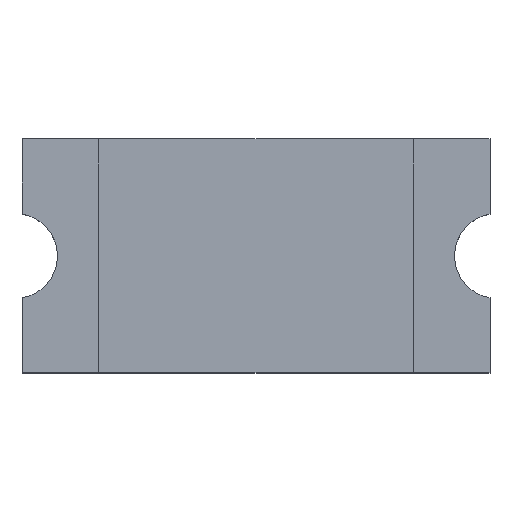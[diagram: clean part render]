
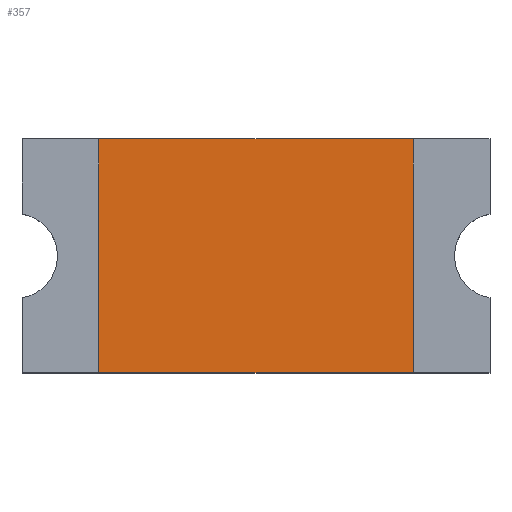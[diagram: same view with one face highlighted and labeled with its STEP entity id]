
A CAD part, top view. The second image highlights one B-rep face of the part: STEP entity #357.
In plain terms, the highlighted planar face has unit normal (0, 0, 1).
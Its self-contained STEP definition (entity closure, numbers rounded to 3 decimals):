
#29=FACE_OUTER_BOUND('',#51,.T.);
#51=EDGE_LOOP('',(#253,#254,#255,#256));
#71=LINE('',#523,#115);
#74=LINE('',#529,#118);
#77=LINE('',#535,#121);
#80=LINE('',#539,#124);
#115=VECTOR('',#423,10.);
#118=VECTOR('',#428,10.);
#121=VECTOR('',#433,10.);
#124=VECTOR('',#438,10.);
#159=VERTEX_POINT('',#520);
#160=VERTEX_POINT('',#522);
#162=VERTEX_POINT('',#528);
#164=VERTEX_POINT('',#534);
#191=EDGE_CURVE('',#160,#159,#71,.T.);
#194=EDGE_CURVE('',#162,#160,#74,.T.);
#197=EDGE_CURVE('',#164,#162,#77,.T.);
#200=EDGE_CURVE('',#159,#164,#80,.T.);
#253=ORIENTED_EDGE('',*,*,#200,.T.);
#254=ORIENTED_EDGE('',*,*,#197,.T.);
#255=ORIENTED_EDGE('',*,*,#194,.T.);
#256=ORIENTED_EDGE('',*,*,#191,.T.);
#337=PLANE('',#395);
#357=ADVANCED_FACE('',(#29),#337,.T.);
#395=AXIS2_PLACEMENT_3D('',#540,#439,#440);
#423=DIRECTION('',(-1.,0.,0.));
#428=DIRECTION('',(0.,1.,0.));
#433=DIRECTION('',(1.,0.,0.));
#438=DIRECTION('',(0.,-1.,0.));
#439=DIRECTION('center_axis',(0.,0.,1.));
#440=DIRECTION('ref_axis',(1.,0.,0.));
#520=CARTESIAN_POINT('',(-1.024,0.762,0.8));
#522=CARTESIAN_POINT('',(1.024,0.762,0.8));
#523=CARTESIAN_POINT('',(1.524,0.762,0.8));
#528=CARTESIAN_POINT('',(1.024,-0.762,0.8));
#529=CARTESIAN_POINT('',(1.024,0.762,0.8));
#534=CARTESIAN_POINT('',(-1.024,-0.762,0.8));
#535=CARTESIAN_POINT('',(-1.524,-0.762,0.8));
#539=CARTESIAN_POINT('',(-1.024,0.762,0.8));
#540=CARTESIAN_POINT('Origin',(0.,0.,
0.8));
